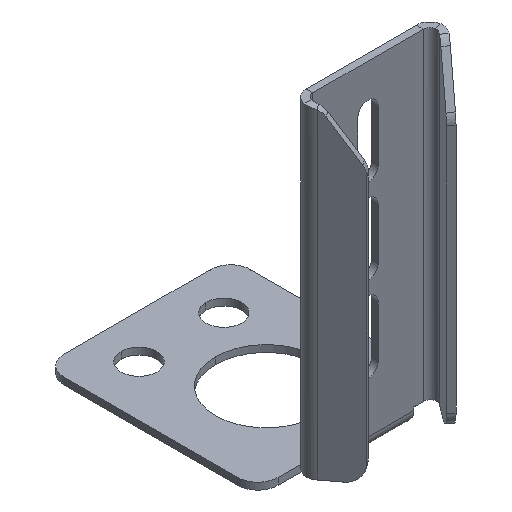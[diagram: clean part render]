
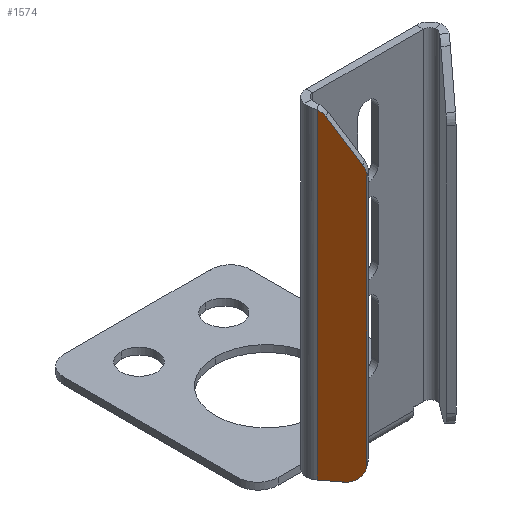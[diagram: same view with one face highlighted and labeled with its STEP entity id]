
A CAD part, isometric view. The second image highlights one B-rep face of the part: STEP entity #1574.
In plain terms, the highlighted planar face has unit normal (-0.799, -0.602, 0).
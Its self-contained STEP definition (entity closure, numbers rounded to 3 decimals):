
#2 = CIRCLE ( 'NONE', #47, 5. ) ;
#8 = CARTESIAN_POINT ( 'NONE',  ( -20.754, -2.669, 90. ) ) ;
#9 = EDGE_LOOP ( 'NONE', ( #1561, #1590, #1682, #1734, #1790, #1853, #1885 ) ) ;
#19 = AXIS2_PLACEMENT_3D ( 'NONE', #1016, #1697, #460 ) ;
#47 = AXIS2_PLACEMENT_3D ( 'NONE', #1624, #1613, #1605 ) ;
#83 = VERTEX_POINT ( 'NONE', #1935 ) ;
#132 = EDGE_CURVE ( 'NONE', #200, #1995, #1211, .T. ) ;
#158 = VERTEX_POINT ( 'NONE', #953 ) ;
#200 = VERTEX_POINT ( 'NONE', #327 ) ;
#303 = AXIS2_PLACEMENT_3D ( 'NONE', #8, #2278, #2269 ) ;
#316 = EDGE_CURVE ( 'NONE', #422, #1995, #717, .T. ) ;
#327 = CARTESIAN_POINT ( 'NONE',  ( -16.135, -8.8, 0. ) ) ;
#422 = VERTEX_POINT ( 'NONE', #1675 ) ;
#436 = VECTOR ( 'NONE', #909, 1000. ) ;
#447 = VECTOR ( 'NONE', #1027, 1000. ) ;
#460 = DIRECTION ( 'NONE',  ( 0.602, -0.799, 0. ) ) ;
#466 = CARTESIAN_POINT ( 'NONE',  ( -18.25, -5.992, 92.774 ) ) ;
#577 = VECTOR ( 'NONE', #2037, 1000. ) ;
#664 = PLANE ( 'NONE',  #19 ) ;
#685 = LINE ( 'NONE', #1167, #447 ) ;
#709 = VECTOR ( 'NONE', #2195, 1000. ) ;
#717 = LINE ( 'NONE', #2213, #709 ) ;
#801 = EDGE_CURVE ( 'NONE', #1920, #1804, #1629, .T. ) ;
#909 = DIRECTION ( 'NONE',  ( -0.602, 0.799, 0. ) ) ;
#953 = CARTESIAN_POINT ( 'NONE',  ( -19.445, -4.407, 0. ) ) ;
#986 = DIRECTION ( 'NONE',  ( -0.799, -0.602, 0. ) ) ;
#1014 = EDGE_CURVE ( 'NONE', #83, #1920, #685, .T. ) ;
#1016 = CARTESIAN_POINT ( 'NONE',  ( -13.125, -12.793, 95. ) ) ;
#1027 = DIRECTION ( 'NONE',  ( -0.334, 0.443, 0.832 ) ) ;
#1033 = DIRECTION ( 'NONE',  ( 0.602, -0.799, 0. ) ) ;
#1040 = CARTESIAN_POINT ( 'NONE',  ( -16.135, -8.8, 5. ) ) ;
#1167 = CARTESIAN_POINT ( 'NONE',  ( -17.292, -7.264, 90.385 ) ) ;
#1203 = CARTESIAN_POINT ( 'NONE',  ( -13.125, -12.793, 5. ) ) ;
#1211 = CIRCLE ( 'NONE', #1908, 5. ) ;
#1237 = CARTESIAN_POINT ( 'NONE',  ( -13.125, -12.793, 0. ) ) ;
#1455 = EDGE_CURVE ( 'NONE', #422, #83, #2, .T. ) ;
#1561 = ORIENTED_EDGE ( 'NONE', *, *, #2115, .F. ) ;
#1574 = ADVANCED_FACE ( 'NONE', ( #1709 ), #664, .T. ) ;
#1590 = ORIENTED_EDGE ( 'NONE', *, *, #132, .T. ) ;
#1605 = DIRECTION ( 'NONE',  ( 0.602, -0.799, 0. ) ) ;
#1613 = DIRECTION ( 'NONE',  ( -0.799, -0.602, 0. ) ) ;
#1624 = CARTESIAN_POINT ( 'NONE',  ( -16.135, -8.8, 78.486 ) ) ;
#1629 = CIRCLE ( 'NONE', #303, 5. ) ;
#1675 = CARTESIAN_POINT ( 'NONE',  ( -13.125, -12.793, 78.486 ) ) ;
#1682 = ORIENTED_EDGE ( 'NONE', *, *, #316, .F. ) ;
#1697 = DIRECTION ( 'NONE',  ( -0.799, -0.602, 0. ) ) ;
#1709 = FACE_OUTER_BOUND ( 'NONE', #9, .T. ) ;
#1734 = ORIENTED_EDGE ( 'NONE', *, *, #1455, .T. ) ;
#1790 = ORIENTED_EDGE ( 'NONE', *, *, #1014, .T. ) ;
#1804 = VERTEX_POINT ( 'NONE', #2187 ) ;
#1851 = LINE ( 'NONE', #1237, #436 ) ;
#1853 = ORIENTED_EDGE ( 'NONE', *, *, #801, .T. ) ;
#1860 = CARTESIAN_POINT ( 'NONE',  ( -19.445, -4.407, 95. ) ) ;
#1885 = ORIENTED_EDGE ( 'NONE', *, *, #2237, .T. ) ;
#1908 = AXIS2_PLACEMENT_3D ( 'NONE', #1040, #986, #1033 ) ;
#1920 = VERTEX_POINT ( 'NONE', #466 ) ;
#1935 = CARTESIAN_POINT ( 'NONE',  ( -13.631, -12.122, 81.26 ) ) ;
#1983 = LINE ( 'NONE', #1860, #577 ) ;
#1995 = VERTEX_POINT ( 'NONE', #1203 ) ;
#2037 = DIRECTION ( 'NONE',  ( 0., 0., -1. ) ) ;
#2115 = EDGE_CURVE ( 'NONE', #200, #158, #1851, .T. ) ;
#2187 = CARTESIAN_POINT ( 'NONE',  ( -19.445, -4.407, 94.502 ) ) ;
#2195 = DIRECTION ( 'NONE',  ( 0., 0., -1. ) ) ;
#2213 = CARTESIAN_POINT ( 'NONE',  ( -13.125, -12.793, 95. ) ) ;
#2237 = EDGE_CURVE ( 'NONE', #1804, #158, #1983, .T. ) ;
#2269 = DIRECTION ( 'NONE',  ( 0.602, -0.799, 0. ) ) ;
#2278 = DIRECTION ( 'NONE',  ( -0.799, -0.602, 0. ) ) ;
